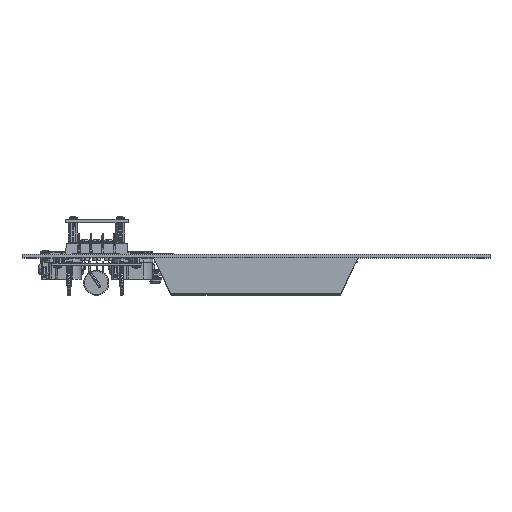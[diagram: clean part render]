
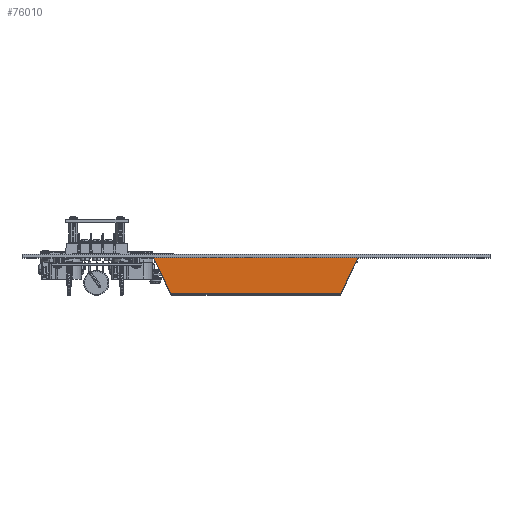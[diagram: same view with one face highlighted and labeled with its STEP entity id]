
A CAD part, top view. The second image highlights one B-rep face of the part: STEP entity #76010.
In plain terms, the highlighted planar face has unit normal (0, 0, 1).
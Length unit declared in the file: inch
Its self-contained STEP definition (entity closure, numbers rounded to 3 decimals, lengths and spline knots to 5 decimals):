
#682 = LINE ( 'NONE', #13261, #39999 ) ;
#692 = CARTESIAN_POINT ( 'NONE',  ( -2.6875, 1.185, 1.194 ) ) ;
#1757 = DIRECTION ( 'NONE',  ( 1., 0., 0. ) ) ;
#3072 = FACE_OUTER_BOUND ( 'NONE', #44313, .T. ) ;
#3449 = DIRECTION ( 'NONE',  ( -0.429, 0.903, 0. ) ) ;
#5522 = CARTESIAN_POINT ( 'NONE',  ( 3.25, 0., 1.194 ) ) ;
#10496 = AXIS2_PLACEMENT_3D ( 'NONE', #25579, #84073, #1757 ) ;
#10551 = EDGE_CURVE ( 'NONE', #106538, #23415, #103898, .T. ) ;
#13261 = CARTESIAN_POINT ( 'NONE',  ( -3.25, 0., 1.194 ) ) ;
#14024 = CARTESIAN_POINT ( 'NONE',  ( -2.70174, 1.155, 1.194 ) ) ;
#23415 = VERTEX_POINT ( 'NONE', #45069 ) ;
#25579 = CARTESIAN_POINT ( 'NONE',  ( 3.25, 0., 1.194 ) ) ;
#27898 = ORIENTED_EDGE ( 'NONE', *, *, #10551, .T. ) ;
#27980 = VECTOR ( 'NONE', #3449, 39.37008 ) ;
#39063 = VERTEX_POINT ( 'NONE', #63819 ) ;
#39999 = VECTOR ( 'NONE', #71807, 39.37008 ) ;
#41915 = VECTOR ( 'NONE', #93273, 39.37008 ) ;
#42355 = ORIENTED_EDGE ( 'NONE', *, *, #99179, .T. ) ;
#44313 = EDGE_LOOP ( 'NONE', ( #27898, #73909, #68350, #42355 ) ) ;
#45069 = CARTESIAN_POINT ( 'NONE',  ( 2.70174, 1.155, 1.194 ) ) ;
#49166 = DIRECTION ( 'NONE',  ( -1., 0., 0. ) ) ;
#53383 = EDGE_CURVE ( 'NONE', #82979, #39063, #83741, .T. ) ;
#63819 = CARTESIAN_POINT ( 'NONE',  ( -3.25, 0., 1.194 ) ) ;
#68350 = ORIENTED_EDGE ( 'NONE', *, *, #53383, .T. ) ;
#71807 = DIRECTION ( 'NONE',  ( 1., 0., 0. ) ) ;
#73909 = ORIENTED_EDGE ( 'NONE', *, *, #94362, .T. ) ;
#76010 = ADVANCED_FACE ( 'NONE', ( #3072 ), #93955, .T. ) ;
#82979 = VERTEX_POINT ( 'NONE', #14024 ) ;
#83741 = LINE ( 'NONE', #692, #41915 ) ;
#84073 = DIRECTION ( 'NONE',  ( 0., 0., 1. ) ) ;
#86422 = LINE ( 'NONE', #90492, #99624 ) ;
#90492 = CARTESIAN_POINT ( 'NONE',  ( -2.6875, 1.155, 1.194 ) ) ;
#93273 = DIRECTION ( 'NONE',  ( -0.429, -0.903, 0. ) ) ;
#93955 = PLANE ( 'NONE',  #10496 ) ;
#94362 = EDGE_CURVE ( 'NONE', #23415, #82979, #86422, .T. ) ;
#99179 = EDGE_CURVE ( 'NONE', #39063, #106538, #682, .T. ) ;
#99624 = VECTOR ( 'NONE', #49166, 39.37008 ) ;
#103765 = CARTESIAN_POINT ( 'NONE',  ( 2.6875, 1.185, 1.194 ) ) ;
#103898 = LINE ( 'NONE', #103765, #27980 ) ;
#106538 = VERTEX_POINT ( 'NONE', #5522 ) ;
